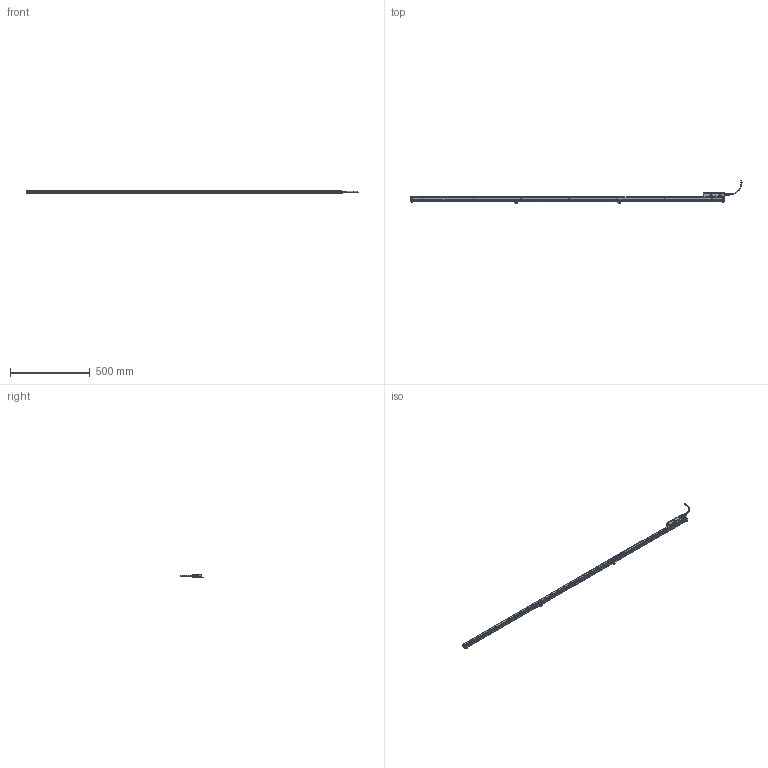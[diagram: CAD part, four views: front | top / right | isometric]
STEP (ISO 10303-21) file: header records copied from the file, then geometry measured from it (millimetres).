
FILE_DESCRIPTION(('CATIA V5 STEP'),'2;1');
FILE_NAME('SR27A-184-L.stp','2013-11-26T05:16:48+00:00',('none'),('none'),'CATIA Version 5 Release 19 SP 6 (IN-10)','CATIA V5 STEP AP214','none');
FILE_SCHEMA(('AUTOMOTIVE_DESIGN { 1 0 10303 214 1 1 1 1 }'));
Products named in the file (1): SR27A-184-L
Bounding box: 2086.9 x 141.2 x 17.85 mm (x, y, z)
Volume: 1006905.9 mm3; surface area: 269931.8 mm2
Topology: 1 solids, 72 shells, 3464 faces, 9213 edges, 5907 vertices
Faces by surface type: plane 1767, cylinder 1257, cone 182, torus 150, bspline 68, sphere 40
Entity records: 104547 total; most frequent: CARTESIAN_POINT 25283, ORIENTED_EDGE 18306, DIRECTION 12855, EDGE_CURVE 9153, VERTEX_POINT 5907, VECTOR 5542, LINE 5542, AXIS2_PLACEMENT_3D 5054
